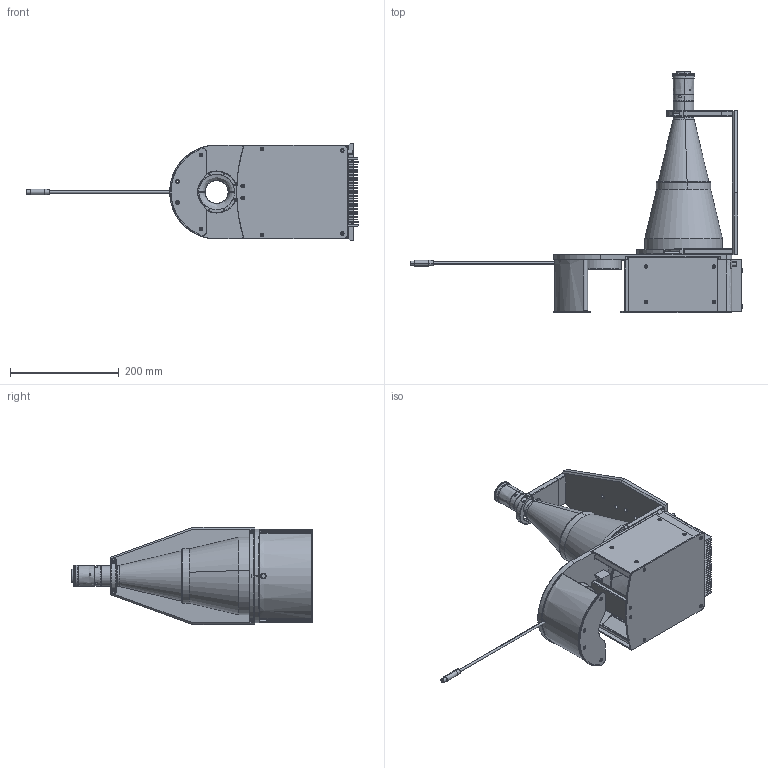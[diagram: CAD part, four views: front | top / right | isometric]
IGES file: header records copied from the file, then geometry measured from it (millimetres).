
Start section: SolidWorks IGES file using analytic representation for surfaces
Global section: file name: DP30036_TCCAGE3MHR096HP-C.igs; native system: SolidWorks 2020; preprocessor: SolidWorks 2020; author: andreava; date: 200626.122937; units: millimetre
Bounding box: 611.73 x 445.48 x 179 mm (x, y, z)
Surface area: 720194.8 mm2 (no closed solid volume)
Topology: 0 solids, 0 shells, 875 faces, 14961 edges, 14943 vertices
Faces by surface type: bspline 517, revolution 358
